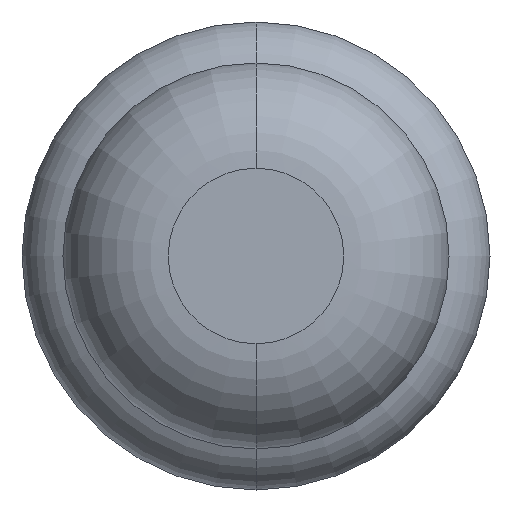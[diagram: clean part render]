
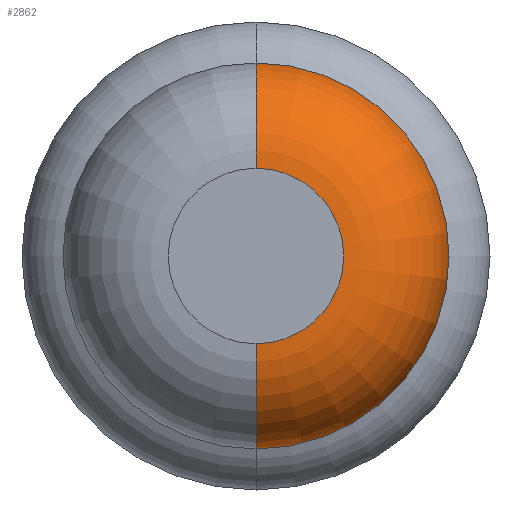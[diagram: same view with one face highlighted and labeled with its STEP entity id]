
A CAD part, front view. The second image highlights one B-rep face of the part: STEP entity #2862.
In plain terms, the highlighted toroidal (fillet/blend) face has major radius 0.375 mm and minor radius 0.45 mm.
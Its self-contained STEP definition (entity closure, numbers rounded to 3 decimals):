
#15 = CARTESIAN_POINT ( 'NONE',  ( 0., -29.95, 0. ) ) ;
#125 = CARTESIAN_POINT ( 'NONE',  ( 0., -29.95, -0.375 ) ) ;
#208 = FACE_OUTER_BOUND ( 'NONE', #1315, .T. ) ;
#366 = VERTEX_POINT ( 'NONE', #1662 ) ;
#374 = DIRECTION ( 'NONE',  ( 0., 0., 1. ) ) ;
#699 = ORIENTED_EDGE ( 'NONE', *, *, #3653, .T. ) ;
#803 = DIRECTION ( 'NONE',  ( 0., 0., 1. ) ) ;
#943 = ORIENTED_EDGE ( 'NONE', *, *, #3820, .T. ) ;
#967 = DIRECTION ( 'NONE',  ( 0., 0., 1. ) ) ;
#1119 = EDGE_CURVE ( 'NONE', #2389, #366, #2013, .T. ) ;
#1169 = DIRECTION ( 'NONE',  ( 1., 0., 0. ) ) ;
#1292 = AXIS2_PLACEMENT_3D ( 'NONE', #2644, #1960, #967 ) ;
#1309 = CIRCLE ( 'NONE', #1292, 0.375 ) ;
#1315 = EDGE_LOOP ( 'NONE', ( #943, #699, #1622, #3210 ) ) ;
#1523 = AXIS2_PLACEMENT_3D ( 'NONE', #3633, #4304, #3290 ) ;
#1622 = ORIENTED_EDGE ( 'NONE', *, *, #3107, .F. ) ;
#1636 = VERTEX_POINT ( 'NONE', #2208 ) ;
#1662 = CARTESIAN_POINT ( 'NONE',  ( 0., -29.95, 0.825 ) ) ;
#1960 = DIRECTION ( 'NONE',  ( 0., 1., 0. ) ) ;
#2013 = CIRCLE ( 'NONE', #3645, 0.45 ) ;
#2056 = CARTESIAN_POINT ( 'NONE',  ( 0., -29.95, -0.825 ) ) ;
#2066 = AXIS2_PLACEMENT_3D ( 'NONE', #15, #2713, #374 ) ;
#2129 = DIRECTION ( 'NONE',  ( 0., 0., -1. ) ) ;
#2171 = CARTESIAN_POINT ( 'NONE',  ( 0., -29.95, 0.375 ) ) ;
#2208 = CARTESIAN_POINT ( 'NONE',  ( 0., -30.4, -0.375 ) ) ;
#2389 = VERTEX_POINT ( 'NONE', #4195 ) ;
#2627 = CIRCLE ( 'NONE', #2066, 0.825 ) ;
#2644 = CARTESIAN_POINT ( 'NONE',  ( 0., -30.4, 0. ) ) ;
#2713 = DIRECTION ( 'NONE',  ( 0., 1., 0. ) ) ;
#2862 = ADVANCED_FACE ( 'Defeature ausgef�hrt1_6', ( #208 ), #3670, .T. ) ;
#3105 = VERTEX_POINT ( 'NONE', #2056 ) ;
#3107 = EDGE_CURVE ( 'Defeature ausgef�hrt1_7+Defeature ausgef�hrt1_6+Defeature ausgef�hrt1_6+Defeature ausgef�hrt1_6', #366, #3105, #2627, .T. ) ;
#3210 = ORIENTED_EDGE ( 'NONE', *, *, #1119, .F. ) ;
#3290 = DIRECTION ( 'NONE',  ( 0., 0., 1. ) ) ;
#3311 = CIRCLE ( 'NONE', #3403, 0.45 ) ;
#3403 = AXIS2_PLACEMENT_3D ( 'NONE', #125, #1169, #2129 ) ;
#3633 = CARTESIAN_POINT ( 'NONE',  ( 0., -29.95, 0. ) ) ;
#3645 = AXIS2_PLACEMENT_3D ( 'NONE', #2171, #4170, #803 ) ;
#3653 = EDGE_CURVE ( 'NONE', #1636, #3105, #3311, .T. ) ;
#3670 = TOROIDAL_SURFACE ( 'NONE', #1523, 0.375, 0.45 ) ;
#3820 = EDGE_CURVE ( 'Defeature ausgef�hrt1_6+Defeature ausgef�hrt1_5+Defeature ausgef�hrt1_5+Defeature ausgef�hrt1_5', #2389, #1636, #1309, .T. ) ;
#4170 = DIRECTION ( 'NONE',  ( -1., 0., 0. ) ) ;
#4195 = CARTESIAN_POINT ( 'NONE',  ( 0., -30.4, 0.375 ) ) ;
#4304 = DIRECTION ( 'NONE',  ( 0., 1., 0. ) ) ;
